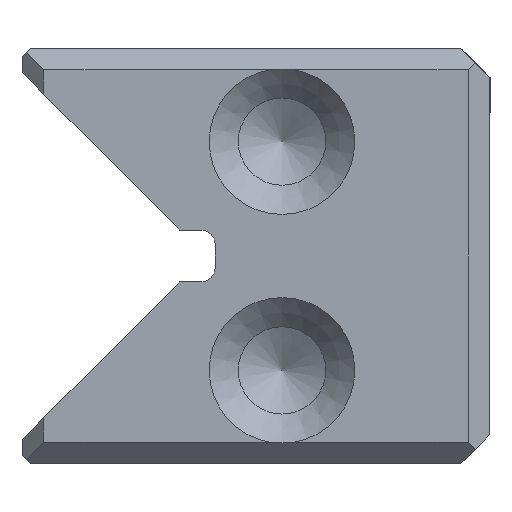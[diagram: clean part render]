
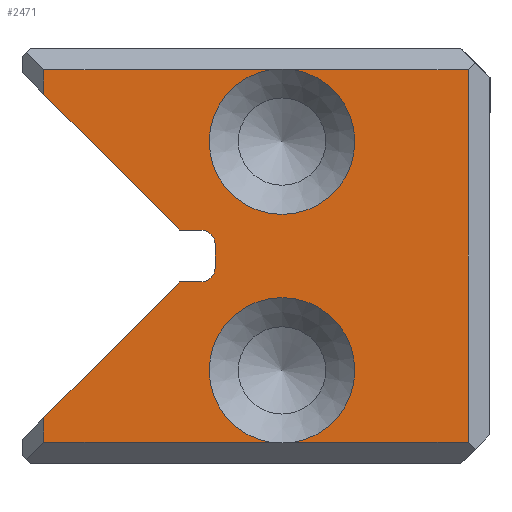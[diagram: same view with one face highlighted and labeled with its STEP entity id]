
A CAD part, left-side view. The second image highlights one B-rep face of the part: STEP entity #2471.
In plain terms, the highlighted planar face has unit normal (-1, 0, 0).
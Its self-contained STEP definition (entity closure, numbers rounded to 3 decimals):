
#2162=FACE_OUTER_BOUND('',#3386,.T.);
#2471=ADVANCED_FACE('',(#2162),#2855,.T.);
#2855=PLANE('',#8939);
#3101=CIRCLE('',#8935,3.5);
#3102=CIRCLE('',#8936,3.5);
#3103=CIRCLE('',#8937,0.7);
#3104=CIRCLE('',#8938,0.7);
#3386=EDGE_LOOP('',(#4298,#4299,#4300,#4301,#4302,#4303,#4304,#4305,#4306,
#4307,#4308,#4309,#4310,#4311,#4312,#4313));
#4298=ORIENTED_EDGE('',*,*,#6867,.F.);
#4299=ORIENTED_EDGE('',*,*,#6868,.T.);
#4300=ORIENTED_EDGE('',*,*,#6869,.T.);
#4301=ORIENTED_EDGE('',*,*,#6870,.T.);
#4302=ORIENTED_EDGE('',*,*,#6871,.T.);
#4303=ORIENTED_EDGE('',*,*,#6872,.T.);
#4304=ORIENTED_EDGE('',*,*,#6873,.T.);
#4305=ORIENTED_EDGE('',*,*,#6874,.T.);
#4306=ORIENTED_EDGE('',*,*,#6875,.T.);
#4307=ORIENTED_EDGE('',*,*,#6876,.T.);
#4308=ORIENTED_EDGE('',*,*,#6877,.T.);
#4309=ORIENTED_EDGE('',*,*,#6878,.T.);
#4310=ORIENTED_EDGE('',*,*,#6879,.F.);
#4311=ORIENTED_EDGE('',*,*,#6880,.F.);
#4312=ORIENTED_EDGE('',*,*,#6881,.T.);
#4313=ORIENTED_EDGE('',*,*,#6882,.T.);
#6206=VERTEX_POINT('',#11475);
#6207=VERTEX_POINT('',#11476);
#6208=VERTEX_POINT('',#11478);
#6209=VERTEX_POINT('',#11480);
#6210=VERTEX_POINT('',#11482);
#6211=VERTEX_POINT('',#11484);
#6212=VERTEX_POINT('',#11486);
#6213=VERTEX_POINT('',#11488);
#6214=VERTEX_POINT('',#11490);
#6215=VERTEX_POINT('',#11492);
#6216=VERTEX_POINT('',#11494);
#6217=VERTEX_POINT('',#11496);
#6218=VERTEX_POINT('',#11498);
#6219=VERTEX_POINT('',#11500);
#6220=VERTEX_POINT('',#11502);
#6221=VERTEX_POINT('',#11504);
#6867=EDGE_CURVE('',#6206,#6207,#3101,.T.);
#6868=EDGE_CURVE('',#6206,#6208,#7734,.T.);
#6869=EDGE_CURVE('',#6208,#6209,#7735,.T.);
#6870=EDGE_CURVE('',#6209,#6210,#7736,.T.);
#6871=EDGE_CURVE('',#6210,#6211,#3102,.T.);
#6872=EDGE_CURVE('',#6211,#6212,#7737,.T.);
#6873=EDGE_CURVE('',#6212,#6213,#7738,.T.);
#6874=EDGE_CURVE('',#6213,#6214,#7739,.T.);
#6875=EDGE_CURVE('',#6214,#6215,#7740,.T.);
#6876=EDGE_CURVE('',#6215,#6216,#3103,.T.);
#6877=EDGE_CURVE('',#6216,#6217,#7741,.T.);
#6878=EDGE_CURVE('',#6217,#6218,#3104,.T.);
#6879=EDGE_CURVE('',#6219,#6218,#7742,.T.);
#6880=EDGE_CURVE('',#6220,#6219,#7743,.T.);
#6881=EDGE_CURVE('',#6220,#6221,#7744,.T.);
#6882=EDGE_CURVE('',#6221,#6207,#7745,.T.);
#7734=LINE('',#11477,#8411);
#7735=LINE('',#11479,#8412);
#7736=LINE('',#11481,#8413);
#7737=LINE('',#11485,#8414);
#7738=LINE('',#11487,#8415);
#7739=LINE('',#11489,#8416);
#7740=LINE('',#11491,#8417);
#7741=LINE('',#11495,#8418);
#7742=LINE('',#11499,#8419);
#7743=LINE('',#11501,#8420);
#7744=LINE('',#11503,#8421);
#7745=LINE('',#11505,#8422);
#8411=VECTOR('',#9493,1.);
#8412=VECTOR('',#9494,1.);
#8413=VECTOR('',#9495,1.);
#8414=VECTOR('',#9498,1.);
#8415=VECTOR('',#9499,1.);
#8416=VECTOR('',#9500,1.);
#8417=VECTOR('',#9501,1.);
#8418=VECTOR('',#9504,1.);
#8419=VECTOR('',#9507,1.);
#8420=VECTOR('',#9508,1.);
#8421=VECTOR('',#9509,1.);
#8422=VECTOR('',#9510,1.);
#8935=AXIS2_PLACEMENT_3D('',#11474,#9491,#9492);
#8936=AXIS2_PLACEMENT_3D('',#11483,#9496,#9497);
#8937=AXIS2_PLACEMENT_3D('',#11493,#9502,#9503);
#8938=AXIS2_PLACEMENT_3D('',#11497,#9505,#9506);
#8939=AXIS2_PLACEMENT_3D('',#11506,#9511,#9512);
#9491=DIRECTION('',(-1.,0.,0.));
#9492=DIRECTION('',(0.,0.,1.));
#9493=DIRECTION('',(0.,-1.,0.));
#9494=DIRECTION('',(0.,0.,1.));
#9495=DIRECTION('',(0.,1.,0.));
#9496=DIRECTION('',(1.,0.,0.));
#9497=DIRECTION('',(0.,0.,-1.));
#9498=DIRECTION('',(0.,1.,0.));
#9499=DIRECTION('',(0.,0.,-1.));
#9500=DIRECTION('',(0.,-0.707,-0.707));
#9501=DIRECTION('',(0.,-1.,0.));
#9502=DIRECTION('',(1.,0.,0.));
#9503=DIRECTION('',(0.,0.,1.));
#9504=DIRECTION('',(0.,0.,-1.));
#9505=DIRECTION('',(1.,0.,0.));
#9506=DIRECTION('',(0.,0.,1.));
#9507=DIRECTION('',(0.,-1.,0.));
#9508=DIRECTION('',(0.,-0.707,0.707));
#9509=DIRECTION('',(0.,0.,-1.));
#9510=DIRECTION('',(0.,-1.,0.));
#9511=DIRECTION('',(-1.,0.,0.));
#9512=DIRECTION('',(0.,0.,-1.));
#11474=CARTESIAN_POINT('',(0.,10.,4.5));
#11475=CARTESIAN_POINT('',(0.,9.411,1.05));
#11476=CARTESIAN_POINT('',(0.,10.589,1.05));
#11477=CARTESIAN_POINT('',(0.,11.25,1.05));
#11478=CARTESIAN_POINT('',(0.,1.05,1.05));
#11479=CARTESIAN_POINT('',(0.,1.05,0.));
#11480=CARTESIAN_POINT('',(0.,1.05,18.95));
#11481=CARTESIAN_POINT('',(0.,11.25,18.95));
#11482=CARTESIAN_POINT('',(0.,9.411,18.95));
#11483=CARTESIAN_POINT('',(0.,10.,15.5));
#11484=CARTESIAN_POINT('',(0.,10.589,18.95));
#11485=CARTESIAN_POINT('',(0.,11.25,18.95));
#11486=CARTESIAN_POINT('',(0.,21.45,18.95));
#11487=CARTESIAN_POINT('',(0.,21.45,0.));
#11488=CARTESIAN_POINT('',(0.,21.45,17.778));
#11489=CARTESIAN_POINT('',(0.,22.5,18.828));
#11490=CARTESIAN_POINT('',(0.,14.922,11.25));
#11491=CARTESIAN_POINT('',(0.,13.2,11.25));
#11492=CARTESIAN_POINT('',(0.,13.9,11.25));
#11493=CARTESIAN_POINT('',(0.,13.9,10.55));
#11494=CARTESIAN_POINT('',(0.,13.2,10.55));
#11495=CARTESIAN_POINT('',(0.,13.2,11.25));
#11496=CARTESIAN_POINT('',(0.,13.2,9.45));
#11497=CARTESIAN_POINT('',(0.,13.9,9.45));
#11498=CARTESIAN_POINT('',(0.,13.9,8.75));
#11499=CARTESIAN_POINT('',(0.,13.2,8.75));
#11500=CARTESIAN_POINT('',(0.,14.922,8.75));
#11501=CARTESIAN_POINT('',(0.,22.5,1.172));
#11502=CARTESIAN_POINT('',(0.,21.45,2.222));
#11503=CARTESIAN_POINT('',(0.,21.45,0.));
#11504=CARTESIAN_POINT('',(0.,21.45,1.05));
#11505=CARTESIAN_POINT('',(0.,11.25,1.05));
#11506=CARTESIAN_POINT('',(0.,11.25,0.));
